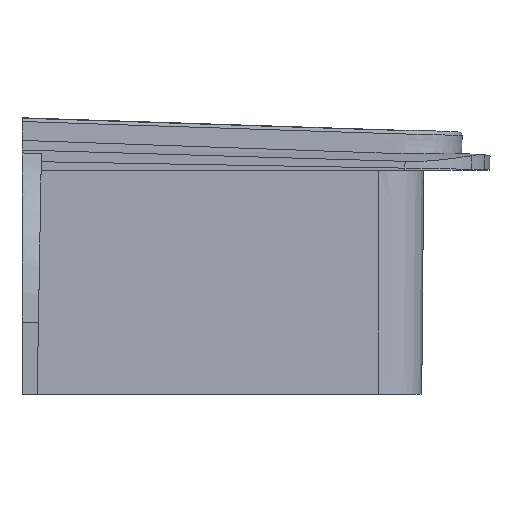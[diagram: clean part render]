
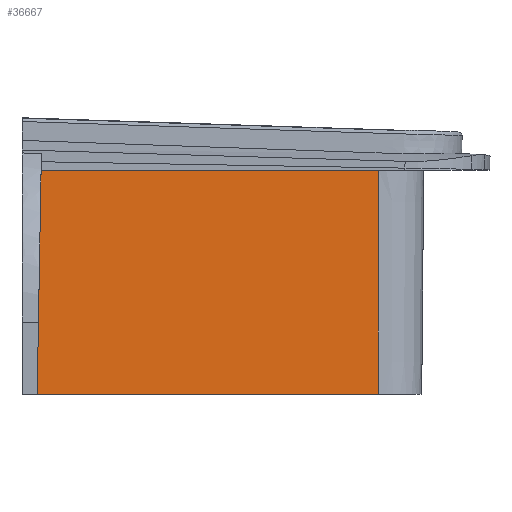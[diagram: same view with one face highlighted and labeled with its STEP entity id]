
A CAD part, left-side view. The second image highlights one B-rep face of the part: STEP entity #36667.
In plain terms, the highlighted planar face has unit normal (-0.999, -0.044, -0.009).
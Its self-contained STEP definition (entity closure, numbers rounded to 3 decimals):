
#7534=DIRECTION('',(-0.008,-0.017,1.));
#7535=VECTOR('',#7534,44.258);
#7536=CARTESIAN_POINT('',(-74.473,55.176,
-52.579));
#7537=LINE('',#7536,#7535);
#10257=DIRECTION('',(-0.044,0.999,0.));
#10258=VECTOR('',#10257,67.527);
#10259=CARTESIAN_POINT('',(-71.528,-12.287,
-52.579));
#10260=LINE('',#10259,#10258);
#10547=DIRECTION('',(-0.009,0.,1.));
#10548=VECTOR('',#10547,44.252);
#10549=CARTESIAN_POINT('',(-71.528,-12.287,
-52.579));
#10550=LINE('',#10549,#10548);
#10584=DIRECTION('',(-0.044,0.999,0.));
#10585=VECTOR('',#10584,66.77);
#10586=CARTESIAN_POINT('',(-71.914,-12.303,
-8.329));
#10587=LINE('',#10586,#10585);
#28133=CARTESIAN_POINT('',(-71.528,-12.287,
-52.579));
#28134=VERTEX_POINT('',#28133);
#28137=CARTESIAN_POINT('',(-71.914,-12.303,
-8.329));
#28138=VERTEX_POINT('',#28137);
#29101=CARTESIAN_POINT('',(-74.473,55.176,
-52.579));
#29102=VERTEX_POINT('',#29101);
#29107=CARTESIAN_POINT('',(-74.826,54.403,
-8.329));
#29108=VERTEX_POINT('',#29107);
#36654=CARTESIAN_POINT('',(-71.259,-18.45,
-52.579));
#36655=DIRECTION('',(-0.999,-0.044,-0.009));
#36656=DIRECTION('',(0.044,-0.999,0.));
#36657=AXIS2_PLACEMENT_3D('',#36654,#36655,#36656);
#36658=PLANE('',#36657);
#36659=ORIENTED_EDGE('',*,*,#30406,.T.);
#36661=ORIENTED_EDGE('',*,*,#36660,.F.);
#36663=ORIENTED_EDGE('',*,*,#36662,.F.);
#36664=ORIENTED_EDGE('',*,*,#36577,.T.);
#36665=EDGE_LOOP('',(#36659,#36661,#36663,#36664));
#36666=FACE_OUTER_BOUND('',#36665,.F.);
#30406=EDGE_CURVE('',#29102,#29108,#7537,.T.);
#36577=EDGE_CURVE('',#28134,#29102,#10260,.T.);
#36660=EDGE_CURVE('',#28138,#29108,#10587,.T.);
#36662=EDGE_CURVE('',#28134,#28138,#10550,.T.);
#36667=ADVANCED_FACE('',(#36666),#36658,.T.);
